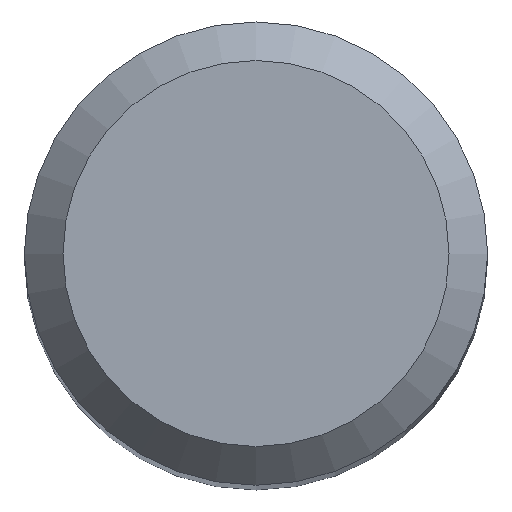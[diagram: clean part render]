
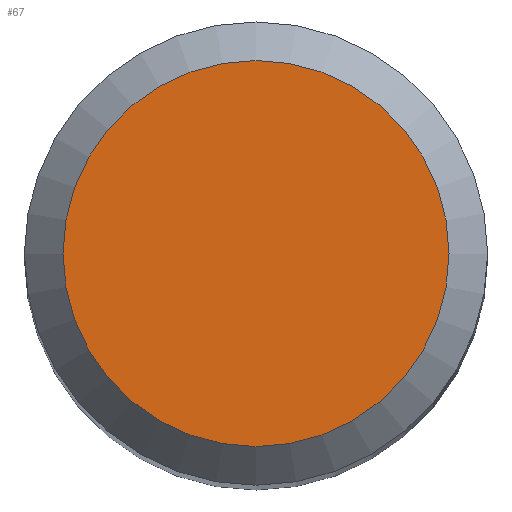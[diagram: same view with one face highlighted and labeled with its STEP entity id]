
A CAD part, top view. The second image highlights one B-rep face of the part: STEP entity #67.
In plain terms, the highlighted planar face has unit normal (0, 0, 1).
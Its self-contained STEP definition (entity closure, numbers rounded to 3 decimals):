
#67=ADVANCED_FACE('',(#81),#78,.T.);
#78=PLANE('',#197);
#81=FACE_OUTER_BOUND('',#84,.T.);
#84=EDGE_LOOP('',(#102));
#102=ORIENTED_EDGE('',*,*,#130,.F.);
#120=VERTEX_POINT('',#289);
#130=EDGE_CURVE('',#120,#120,#139,.T.);
#139=CIRCLE('',#196,2.5);
#196=AXIS2_PLACEMENT_3D('',#288,#224,#225);
#197=AXIS2_PLACEMENT_3D('',#290,#226,#227);
#224=DIRECTION('',(0.,0.,-1.));
#225=DIRECTION('',(-1.,0.,0.));
#226=DIRECTION('',(0.,0.,1.));
#227=DIRECTION('',(1.,0.,0.));
#288=CARTESIAN_POINT('',(0.,0.,0.));
#289=CARTESIAN_POINT('',(-2.5,0.,0.));
#290=CARTESIAN_POINT('',(2.5,0.,0.));
